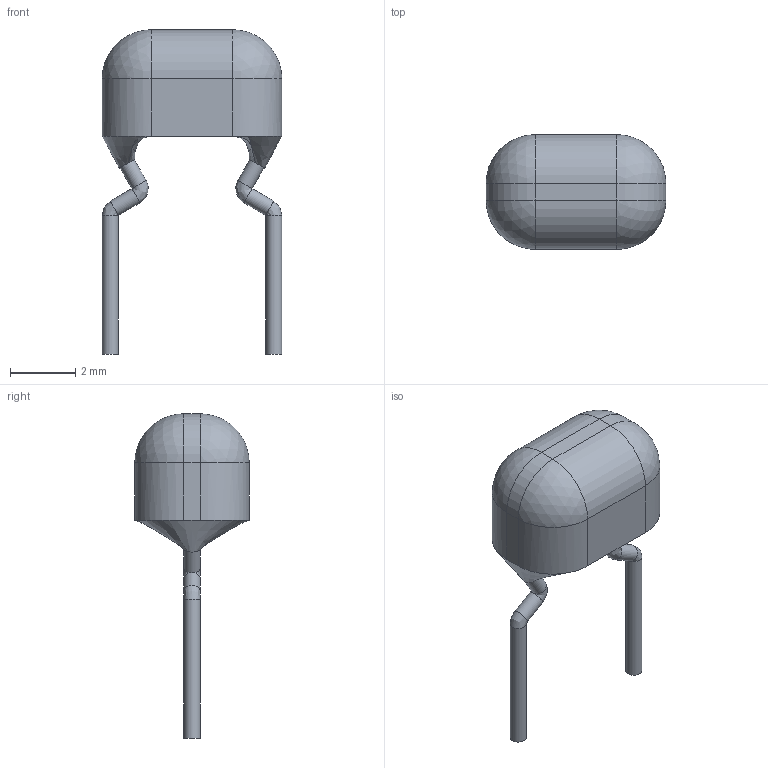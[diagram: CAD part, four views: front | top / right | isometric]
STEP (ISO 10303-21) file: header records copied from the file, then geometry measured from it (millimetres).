
FILE_DESCRIPTION(/* description */ (''),/* implementation_level */ '2;1');
FILE_NAME(/* name */ 'CAPRR500-350X550X600.stp',/* time_stamp */ '2017-08-15T13:14:01+02:00',/* author */ ('riccim'),/* organization */ (''),/* preprocessor_version */ 'ST-DEVELOPER v16.5',/* originating_system */ 'AutoCAD Mechanical',/* authorisation */ '');
FILE_SCHEMA (('AUTOMOTIVE_DESIGN { 1 0 10303 214 3 1 1 }'));
Length unit declared in the file: millimetre
Products named in the file (1): Product
Bounding box: 5.5 x 3.5 x 9.92 mm (x, y, z)
Volume: 54.7 mm3; surface area: 98.6 mm2
Topology: 3 solids, 3 shells, 42 faces, 98 edges, 54 vertices
Faces by surface type: cylinder 14, bspline 12, plane 12, sphere 4
Full cylindrical faces by diameter (mm): 0.5 x6
Entity records: 1667 total; most frequent: CARTESIAN_POINT 797, DIRECTION 168, ORIENTED_EDGE 164, EDGE_CURVE 82, AXIS2_PLACEMENT_3D 71, VERTEX_POINT 52, EDGE_LOOP 48, FACE_OUTER_BOUND 42
